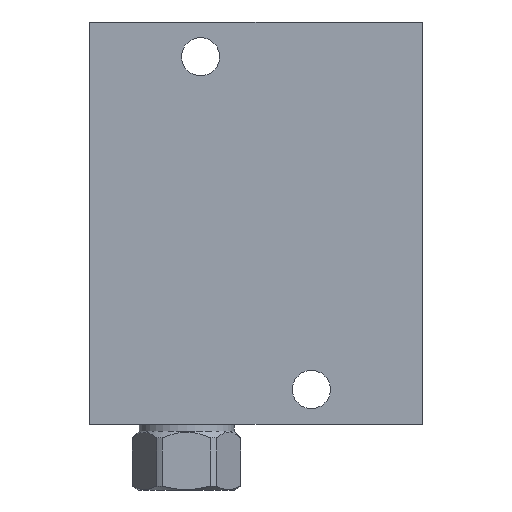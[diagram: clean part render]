
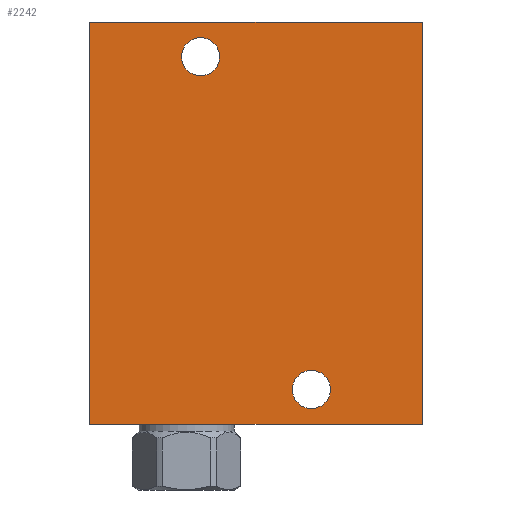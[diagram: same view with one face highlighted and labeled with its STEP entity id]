
A CAD part, front view. The second image highlights one B-rep face of the part: STEP entity #2242.
In plain terms, the highlighted planar face has unit normal (0, -1, 0).
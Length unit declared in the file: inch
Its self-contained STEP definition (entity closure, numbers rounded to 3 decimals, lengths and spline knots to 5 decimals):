
#5=DIRECTION('',(1.,0.,0.));
#6=VECTOR('',#5,3.);
#7=CARTESIAN_POINT('',(0.,-1.25,0.));
#8=LINE('',#7,#6);
#75=DIRECTION('',(0.,0.,1.));
#76=VECTOR('',#75,3.625);
#77=CARTESIAN_POINT('',(3.,-1.25,0.));
#78=LINE('',#77,#76);
#99=DIRECTION('',(0.,0.,1.));
#100=VECTOR('',#99,3.625);
#101=CARTESIAN_POINT('',(0.,-1.25,0.));
#102=LINE('',#101,#100);
#103=CARTESIAN_POINT('',(1.,-1.25,3.312));
#104=DIRECTION('',(0.,-1.,0.));
#105=DIRECTION('',(-1.,0.,0.));
#106=AXIS2_PLACEMENT_3D('',#103,#104,#105);
#108=CARTESIAN_POINT('',(1.,-1.25,3.312));
#109=DIRECTION('',(0.,-1.,0.));
#110=DIRECTION('',(1.,0.,0.));
#111=AXIS2_PLACEMENT_3D('',#108,#109,#110);
#113=CARTESIAN_POINT('',(2.,-1.25,0.312));
#114=DIRECTION('',(0.,-1.,0.));
#115=DIRECTION('',(-1.,0.,0.));
#116=AXIS2_PLACEMENT_3D('',#113,#114,#115);
#118=CARTESIAN_POINT('',(2.,-1.25,0.312));
#119=DIRECTION('',(0.,-1.,0.));
#120=DIRECTION('',(1.,0.,0.));
#121=AXIS2_PLACEMENT_3D('',#118,#119,#120);
#135=DIRECTION('',(1.,0.,0.));
#136=VECTOR('',#135,3.);
#137=CARTESIAN_POINT('',(0.,-1.25,3.625));
#138=LINE('',#137,#136);
#1894=CARTESIAN_POINT('',(0.,-1.25,0.));
#1896=VERTEX_POINT('',#1894);
#1897=CARTESIAN_POINT('',(3.,-1.25,0.));
#1898=VERTEX_POINT('',#1897);
#1902=CARTESIAN_POINT('',(0.,-1.25,3.625));
#1904=VERTEX_POINT('',#1902);
#1905=CARTESIAN_POINT('',(3.,-1.25,3.625));
#1906=VERTEX_POINT('',#1905);
#2023=CARTESIAN_POINT('',(0.828,-1.25,3.312));
#2024=CARTESIAN_POINT('',(1.172,-1.25,3.312));
#2025=VERTEX_POINT('',#2023);
#2026=VERTEX_POINT('',#2024);
#2031=CARTESIAN_POINT('',(1.828,-1.25,0.312));
#2032=CARTESIAN_POINT('',(2.172,-1.25,0.312));
#2033=VERTEX_POINT('',#2031);
#2034=VERTEX_POINT('',#2032);
#2218=CARTESIAN_POINT('',(0.,-1.25,0.));
#2219=DIRECTION('',(0.,-1.,0.));
#2220=DIRECTION('',(1.,0.,0.));
#2221=AXIS2_PLACEMENT_3D('',#2218,#2219,#2220);
#2222=PLANE('',#2221);
#2223=ORIENTED_EDGE('',*,*,#2124,.F.);
#2224=ORIENTED_EDGE('',*,*,#2149,.T.);
#2226=ORIENTED_EDGE('',*,*,#2225,.T.);
#2227=ORIENTED_EDGE('',*,*,#2198,.F.);
#2228=EDGE_LOOP('',(#2223,#2224,#2226,#2227));
#2229=FACE_OUTER_BOUND('',#2228,.F.);
#2231=ORIENTED_EDGE('',*,*,#2230,.T.);
#2233=ORIENTED_EDGE('',*,*,#2232,.T.);
#2234=EDGE_LOOP('',(#2231,#2233));
#2235=FACE_BOUND('',#2234,.F.);
#2237=ORIENTED_EDGE('',*,*,#2236,.T.);
#2239=ORIENTED_EDGE('',*,*,#2238,.T.);
#2240=EDGE_LOOP('',(#2237,#2239));
#2241=FACE_BOUND('',#2240,.F.);
#2242=ADVANCED_FACE('',(#2229,#2235,#2241),#2222,.T.);
#107=CIRCLE('',#106,0.172);
#112=CIRCLE('',#111,0.172);
#117=CIRCLE('',#116,0.172);
#122=CIRCLE('',#121,0.172);
#2124=EDGE_CURVE('',#1896,#1898,#8,.T.);
#2149=EDGE_CURVE('',#1896,#1904,#102,.T.);
#2198=EDGE_CURVE('',#1898,#1906,#78,.T.);
#2225=EDGE_CURVE('',#1904,#1906,#138,.T.);
#2230=EDGE_CURVE('',#2025,#2026,#107,.T.);
#2232=EDGE_CURVE('',#2026,#2025,#112,.T.);
#2236=EDGE_CURVE('',#2033,#2034,#117,.T.);
#2238=EDGE_CURVE('',#2034,#2033,#122,.T.);
